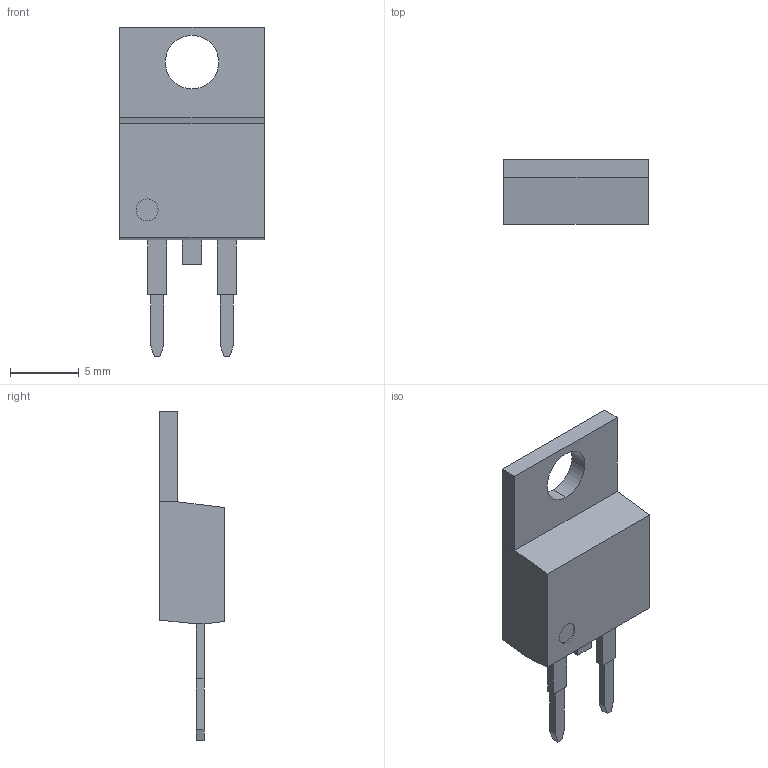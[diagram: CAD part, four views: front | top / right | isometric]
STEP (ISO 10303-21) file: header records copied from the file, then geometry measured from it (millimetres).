
FILE_DESCRIPTION((''),'2;1');
FILE_NAME('TO-220-2-V.stp','2010-01-05T10:53:11',(''),(''),'Mechanical Desktop 2006','Mechanical Desktop 2006',', , ');
FILE_SCHEMA(('AUTOMOTIVE_DESIGN { 1 2 10303 214 0 1 1 1 }'));
Length unit declared in the file: millimetre
Products named in the file (1): Product
Bounding box: 10.54 x 4.7 x 24 mm (x, y, z)
Volume: 515.8 mm3; surface area: 721.7 mm2
Topology: 7 solids, 7 shells, 62 faces, 141 edges, 94 vertices
Faces by surface type: plane 58, cylinder 4
Entity records: 1763 total; most frequent: CARTESIAN_POINT 298, ORIENTED_EDGE 282, DIRECTION 275, EDGE_CURVE 141, VECTOR 133, LINE 133, VERTEX_POINT 94, AXIS2_PLACEMENT_3D 71
